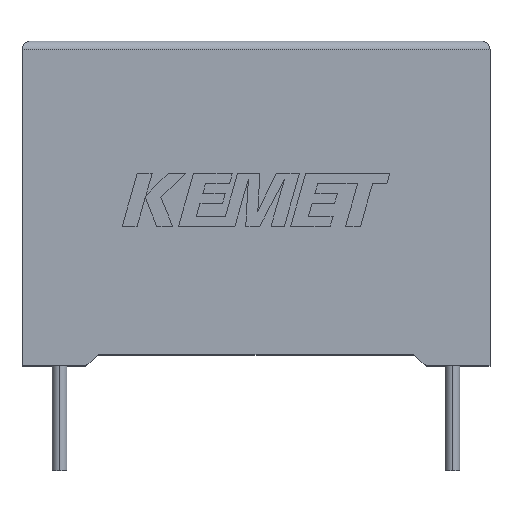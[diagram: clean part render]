
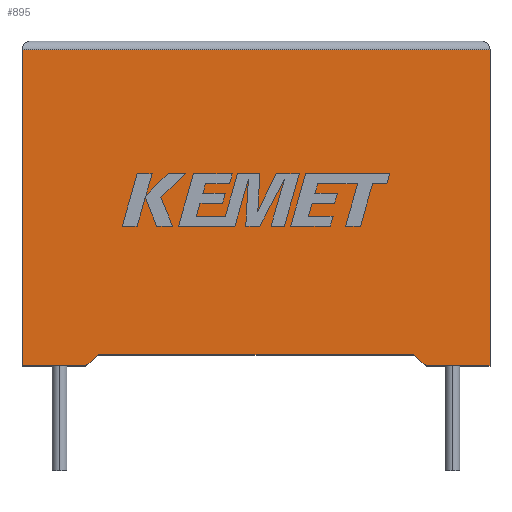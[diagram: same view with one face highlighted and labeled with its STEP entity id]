
A CAD part, top view. The second image highlights one B-rep face of the part: STEP entity #895.
In plain terms, the highlighted planar face has unit normal (0, 0, 1).
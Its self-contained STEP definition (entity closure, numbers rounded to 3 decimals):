
#118 = EDGE_CURVE ( 'NONE', #518, #2122, #146, .T. ) ;
#146 = LINE ( 'NONE', #2548, #326 ) ;
#150 = DIRECTION ( 'NONE',  ( 0., 1., 0. ) ) ;
#194 = CARTESIAN_POINT ( 'NONE',  ( 0., 0., 10.2 ) ) ;
#215 = VECTOR ( 'NONE', #150, 1000. ) ;
#270 = CARTESIAN_POINT ( 'NONE',  ( 26.8, 0., 10.2 ) ) ;
#302 = CARTESIAN_POINT ( 'NONE',  ( 3.65, 0., 10.2 ) ) ;
#317 = CARTESIAN_POINT ( 'NONE',  ( 4.394, 0.641, 10.2 ) ) ;
#319 = DIRECTION ( 'NONE',  ( 1., 0., 0. ) ) ;
#326 = VECTOR ( 'NONE', #649, 1000. ) ;
#446 = DIRECTION ( 'NONE',  ( -1., 0., 0. ) ) ;
#450 = LINE ( 'NONE', #1150, #728 ) ;
#492 = DIRECTION ( 'NONE',  ( -0.758, -0.653, 0. ) ) ;
#517 = CARTESIAN_POINT ( 'NONE',  ( 0., 0., 10.2 ) ) ;
#518 = VERTEX_POINT ( 'NONE', #2542 ) ;
#649 = DIRECTION ( 'NONE',  ( -1., 0., 0. ) ) ;
#661 = EDGE_CURVE ( 'NONE', #1882, #1945, #1452, .T. ) ;
#689 = PLANE ( 'NONE',  #1997 ) ;
#702 = CARTESIAN_POINT ( 'NONE',  ( 23.15, 0., 10.2 ) ) ;
#728 = VECTOR ( 'NONE', #2082, 1000. ) ;
#744 = CARTESIAN_POINT ( 'NONE',  ( 13.4, 0.641, 10.2 ) ) ;
#767 = CARTESIAN_POINT ( 'NONE',  ( 0., 0., 10.2 ) ) ;
#777 = ORIENTED_EDGE ( 'NONE', *, *, #2119, .T. ) ;
#841 = EDGE_CURVE ( 'NONE', #1677, #518, #1329, .T. ) ;
#895 = ADVANCED_FACE ( 'NONE', ( #3045 ), #689, .F. ) ;
#963 = CARTESIAN_POINT ( 'NONE',  ( 23.15, 0., 10.2 ) ) ;
#973 = EDGE_CURVE ( 'NONE', #1882, #1693, #2602, .T. ) ;
#1150 = CARTESIAN_POINT ( 'NONE',  ( 0., 0., 10.2 ) ) ;
#1304 = VECTOR ( 'NONE', #2897, 1000. ) ;
#1326 = EDGE_LOOP ( 'NONE', ( #1482, #2176, #2647, #777, #2981, #2863, #2721, #2534 ) ) ;
#1329 = LINE ( 'NONE', #2275, #215 ) ;
#1361 = EDGE_CURVE ( 'NONE', #2122, #2501, #2645, .T. ) ;
#1386 = VERTEX_POINT ( 'NONE', #302 ) ;
#1452 = LINE ( 'NONE', #744, #1704 ) ;
#1482 = ORIENTED_EDGE ( 'NONE', *, *, #841, .T. ) ;
#1517 = VECTOR ( 'NONE', #1896, 1000. ) ;
#1677 = VERTEX_POINT ( 'NONE', #270 ) ;
#1693 = VERTEX_POINT ( 'NONE', #702 ) ;
#1704 = VECTOR ( 'NONE', #2671, 1000. ) ;
#1813 = VECTOR ( 'NONE', #319, 1000. ) ;
#1882 = VERTEX_POINT ( 'NONE', #2551 ) ;
#1894 = CARTESIAN_POINT ( 'NONE',  ( 0., 18.1, 10.2 ) ) ;
#1896 = DIRECTION ( 'NONE',  ( 0., -1., 0. ) ) ;
#1945 = VERTEX_POINT ( 'NONE', #317 ) ;
#1997 = AXIS2_PLACEMENT_3D ( 'NONE', #194, #2584, #446 ) ;
#2009 = VECTOR ( 'NONE', #492, 1000. ) ;
#2082 = DIRECTION ( 'NONE',  ( 1., 0., 0. ) ) ;
#2119 = EDGE_CURVE ( 'NONE', #2501, #1386, #450, .T. ) ;
#2122 = VERTEX_POINT ( 'NONE', #1894 ) ;
#2176 = ORIENTED_EDGE ( 'NONE', *, *, #118, .T. ) ;
#2275 = CARTESIAN_POINT ( 'NONE',  ( 26.8, 0., 10.2 ) ) ;
#2431 = LINE ( 'NONE', #767, #1813 ) ;
#2501 = VERTEX_POINT ( 'NONE', #2904 ) ;
#2534 = ORIENTED_EDGE ( 'NONE', *, *, #2856, .T. ) ;
#2542 = CARTESIAN_POINT ( 'NONE',  ( 26.8, 18.1, 10.2 ) ) ;
#2548 = CARTESIAN_POINT ( 'NONE',  ( 0., 18.1, 10.2 ) ) ;
#2551 = CARTESIAN_POINT ( 'NONE',  ( 22.406, 0.641, 10.2 ) ) ;
#2584 = DIRECTION ( 'NONE',  ( 0., 0., -1. ) ) ;
#2602 = LINE ( 'NONE', #963, #1304 ) ;
#2645 = LINE ( 'NONE', #517, #1517 ) ;
#2647 = ORIENTED_EDGE ( 'NONE', *, *, #1361, .T. ) ;
#2671 = DIRECTION ( 'NONE',  ( -1., 0., 0. ) ) ;
#2672 = EDGE_CURVE ( 'NONE', #1945, #1386, #2982, .T. ) ;
#2721 = ORIENTED_EDGE ( 'NONE', *, *, #973, .T. ) ;
#2747 = CARTESIAN_POINT ( 'NONE',  ( 3.65, 0., 10.2 ) ) ;
#2856 = EDGE_CURVE ( 'NONE', #1693, #1677, #2431, .T. ) ;
#2863 = ORIENTED_EDGE ( 'NONE', *, *, #661, .F. ) ;
#2897 = DIRECTION ( 'NONE',  ( 0.758, -0.653, 0. ) ) ;
#2904 = CARTESIAN_POINT ( 'NONE',  ( 0., 0., 10.2 ) ) ;
#2981 = ORIENTED_EDGE ( 'NONE', *, *, #2672, .F. ) ;
#2982 = LINE ( 'NONE', #2747, #2009 ) ;
#3045 = FACE_OUTER_BOUND ( 'NONE', #1326, .T. ) ;
